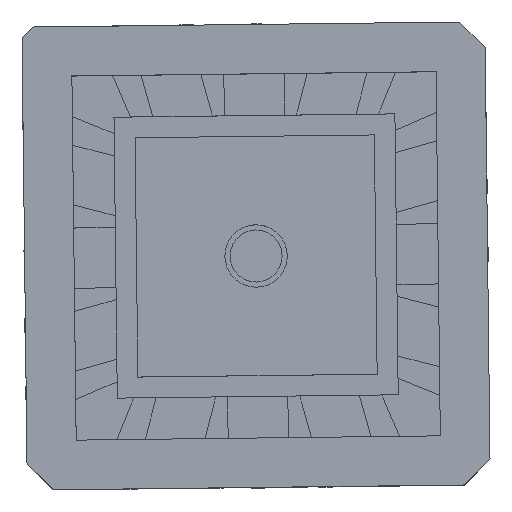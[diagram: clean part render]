
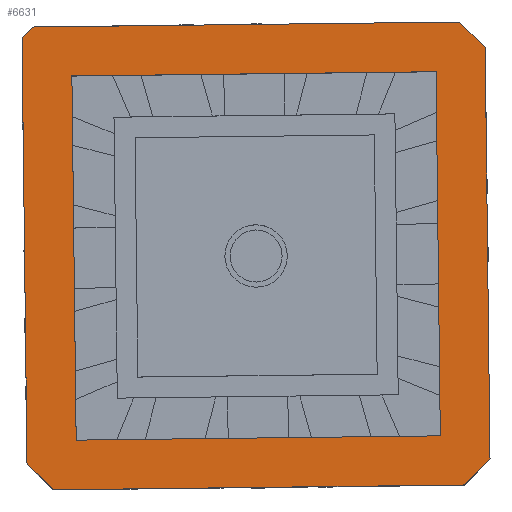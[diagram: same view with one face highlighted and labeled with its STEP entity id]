
A CAD part, top view. The second image highlights one B-rep face of the part: STEP entity #6631.
In plain terms, the highlighted planar face has unit normal (0, 0, 1).
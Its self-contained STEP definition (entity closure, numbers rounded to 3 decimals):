
#61 = VECTOR ( 'NONE', #6081, 1000. ) ;
#97 = EDGE_CURVE ( 'NONE', #2183, #1162, #3640, .T. ) ;
#241 = LINE ( 'NONE', #3942, #2932 ) ;
#360 = EDGE_CURVE ( 'NONE', #4572, #2450, #3957, .T. ) ;
#506 = EDGE_CURVE ( 'NONE', #6992, #633, #6547, .T. ) ;
#568 = LINE ( 'NONE', #7861, #716 ) ;
#633 = VERTEX_POINT ( 'NONE', #5025 ) ;
#716 = VECTOR ( 'NONE', #3709, 1000. ) ;
#781 = CARTESIAN_POINT ( 'NONE',  ( -2.319, -3.945, 2. ) ) ;
#1095 = VERTEX_POINT ( 'NONE', #7721 ) ;
#1162 = VERTEX_POINT ( 'NONE', #2206 ) ;
#1191 = FACE_OUTER_BOUND ( 'NONE', #7047, .T. ) ;
#1205 = DIRECTION ( 'NONE',  ( -0.012, 1., 0. ) ) ;
#1363 = EDGE_CURVE ( 'NONE', #5275, #7552, #6163, .T. ) ;
#1376 = DIRECTION ( 'NONE',  ( -0.012, 1., 0. ) ) ;
#1617 = EDGE_CURVE ( 'NONE', #6317, #5815, #7186, .T. ) ;
#1705 = ORIENTED_EDGE ( 'NONE', *, *, #1363, .T. ) ;
#1765 = LINE ( 'NONE', #6630, #5792 ) ;
#1829 = LINE ( 'NONE', #3508, #6145 ) ;
#1883 = VECTOR ( 'NONE', #1205, 1000. ) ;
#2070 = CARTESIAN_POINT ( 'NONE',  ( -3.357, 3.493, 2. ) ) ;
#2097 = AXIS2_PLACEMENT_3D ( 'NONE', #3543, #3063, #2299 ) ;
#2183 = VERTEX_POINT ( 'NONE', #7417 ) ;
#2206 = CARTESIAN_POINT ( 'NONE',  ( -10.274, -3.589, 2. ) ) ;
#2259 = CARTESIAN_POINT ( 'NONE',  ( -11.219, -4.05, 2. ) ) ;
#2272 = DIRECTION ( 'NONE',  ( -1., -0.012, 0. ) ) ;
#2280 = CARTESIAN_POINT ( 'NONE',  ( -10.356, 3.411, 2. ) ) ;
#2299 = DIRECTION ( 'NONE',  ( -1., -0.012, 0. ) ) ;
#2303 = EDGE_CURVE ( 'NONE', #1095, #4259, #241, .T. ) ;
#2412 = ORIENTED_EDGE ( 'NONE', *, *, #360, .T. ) ;
#2450 = VERTEX_POINT ( 'NONE', #2259 ) ;
#2578 = ORIENTED_EDGE ( 'NONE', *, *, #4968, .F. ) ;
#2676 = DIRECTION ( 'NONE',  ( -1., -0.012, 0. ) ) ;
#2800 = CARTESIAN_POINT ( 'NONE',  ( -11.315, 4.15, 2. ) ) ;
#2842 = EDGE_CURVE ( 'NONE', #7552, #6992, #1765, .T. ) ;
#2915 = CARTESIAN_POINT ( 'NONE',  ( -3.275, -3.506, 2. ) ) ;
#2919 = DIRECTION ( 'NONE',  ( -0.715, 0.699, 0. ) ) ;
#2932 = VECTOR ( 'NONE', #7574, 1000. ) ;
#2971 = ORIENTED_EDGE ( 'NONE', *, *, #2303, .T. ) ;
#3029 = ORIENTED_EDGE ( 'NONE', *, *, #97, .F. ) ;
#3063 = DIRECTION ( 'NONE',  ( 0., 0., 1. ) ) ;
#3221 = ORIENTED_EDGE ( 'NONE', *, *, #2842, .T. ) ;
#3309 = EDGE_CURVE ( 'NONE', #633, #4572, #1829, .T. ) ;
#3387 = LINE ( 'NONE', #5829, #5881 ) ;
#3508 = CARTESIAN_POINT ( 'NONE',  ( -11.117, 4.352, 2. ) ) ;
#3543 = CARTESIAN_POINT ( 'NONE',  ( -6.815, -0.048, 2. ) ) ;
#3553 = CARTESIAN_POINT ( 'NONE',  ( -2.918, 4.448, 2. ) ) ;
#3601 = ORIENTED_EDGE ( 'NONE', *, *, #3309, .T. ) ;
#3640 = LINE ( 'NONE', #2280, #61 ) ;
#3660 = EDGE_CURVE ( 'NONE', #1162, #6317, #7523, .T. ) ;
#3709 = DIRECTION ( 'NONE',  ( 0.699, 0.715, 0. ) ) ;
#3736 = VECTOR ( 'NONE', #1376, 1000. ) ;
#3819 = ORIENTED_EDGE ( 'NONE', *, *, #1617, .F. ) ;
#3942 = CARTESIAN_POINT ( 'NONE',  ( -10.713, -4.544, 2. ) ) ;
#3957 = LINE ( 'NONE', #2800, #4520 ) ;
#4046 = EDGE_CURVE ( 'NONE', #2450, #1095, #3387, .T. ) ;
#4159 = VECTOR ( 'NONE', #2676, 1000. ) ;
#4213 = CARTESIAN_POINT ( 'NONE',  ( -11.315, 4.15, 2. ) ) ;
#4259 = VERTEX_POINT ( 'NONE', #7532 ) ;
#4400 = VECTOR ( 'NONE', #2272, 1000. ) ;
#4419 = EDGE_LOOP ( 'NONE', ( #3029, #2578, #3819, #7478 ) ) ;
#4494 = CARTESIAN_POINT ( 'NONE',  ( -2.918, 4.448, 2. ) ) ;
#4520 = VECTOR ( 'NONE', #5840, 1000. ) ;
#4572 = VERTEX_POINT ( 'NONE', #4213 ) ;
#4741 = FACE_BOUND ( 'NONE', #4419, .T. ) ;
#4968 = EDGE_CURVE ( 'NONE', #5815, #2183, #5596, .T. ) ;
#5004 = CARTESIAN_POINT ( 'NONE',  ( -3.275, -3.506, 2. ) ) ;
#5025 = CARTESIAN_POINT ( 'NONE',  ( -11.117, 4.352, 2. ) ) ;
#5063 = CARTESIAN_POINT ( 'NONE',  ( -2.319, -3.945, 2. ) ) ;
#5275 = VERTEX_POINT ( 'NONE', #5063 ) ;
#5476 = ORIENTED_EDGE ( 'NONE', *, *, #4046, .T. ) ;
#5508 = CARTESIAN_POINT ( 'NONE',  ( -2.412, 3.954, 2. ) ) ;
#5596 = LINE ( 'NONE', #2070, #4159 ) ;
#5625 = VECTOR ( 'NONE', #6804, 1000. ) ;
#5792 = VECTOR ( 'NONE', #2919, 1000. ) ;
#5815 = VERTEX_POINT ( 'NONE', #6397 ) ;
#5829 = CARTESIAN_POINT ( 'NONE',  ( -11.219, -4.05, 2. ) ) ;
#5840 = DIRECTION ( 'NONE',  ( 0.012, -1., 0. ) ) ;
#5881 = VECTOR ( 'NONE', #7662, 1000. ) ;
#5950 = DIRECTION ( 'NONE',  ( -0.699, -0.715, 0. ) ) ;
#6081 = DIRECTION ( 'NONE',  ( 0.012, -1., 0. ) ) ;
#6102 = ORIENTED_EDGE ( 'NONE', *, *, #506, .T. ) ;
#6145 = VECTOR ( 'NONE', #5950, 1000. ) ;
#6163 = LINE ( 'NONE', #781, #3736 ) ;
#6303 = EDGE_CURVE ( 'NONE', #4259, #5275, #568, .T. ) ;
#6317 = VERTEX_POINT ( 'NONE', #2915 ) ;
#6328 = ORIENTED_EDGE ( 'NONE', *, *, #6303, .T. ) ;
#6397 = CARTESIAN_POINT ( 'NONE',  ( -3.357, 3.493, 2. ) ) ;
#6547 = LINE ( 'NONE', #3553, #4400 ) ;
#6548 = CARTESIAN_POINT ( 'NONE',  ( -3.357, 3.493, 2. ) ) ;
#6630 = CARTESIAN_POINT ( 'NONE',  ( -2.412, 3.954, 2. ) ) ;
#6631 = ADVANCED_FACE ( 'NONE', ( #1191, #4741 ), #6657, .T. ) ;
#6657 = PLANE ( 'NONE',  #2097 ) ;
#6804 = DIRECTION ( 'NONE',  ( 1., 0.012, 0. ) ) ;
#6992 = VERTEX_POINT ( 'NONE', #4494 ) ;
#7047 = EDGE_LOOP ( 'NONE', ( #3221, #6102, #3601, #2412, #5476, #2971, #6328, #1705 ) ) ;
#7186 = LINE ( 'NONE', #6548, #1883 ) ;
#7417 = CARTESIAN_POINT ( 'NONE',  ( -10.356, 3.411, 2. ) ) ;
#7478 = ORIENTED_EDGE ( 'NONE', *, *, #3660, .F. ) ;
#7523 = LINE ( 'NONE', #5004, #5625 ) ;
#7532 = CARTESIAN_POINT ( 'NONE',  ( -2.813, -4.451, 2. ) ) ;
#7552 = VERTEX_POINT ( 'NONE', #5508 ) ;
#7574 = DIRECTION ( 'NONE',  ( 1., 0.012, 0. ) ) ;
#7662 = DIRECTION ( 'NONE',  ( 0.715, -0.699, 0. ) ) ;
#7721 = CARTESIAN_POINT ( 'NONE',  ( -10.713, -4.544, 2. ) ) ;
#7861 = CARTESIAN_POINT ( 'NONE',  ( -2.813, -4.451, 2. ) ) ;
